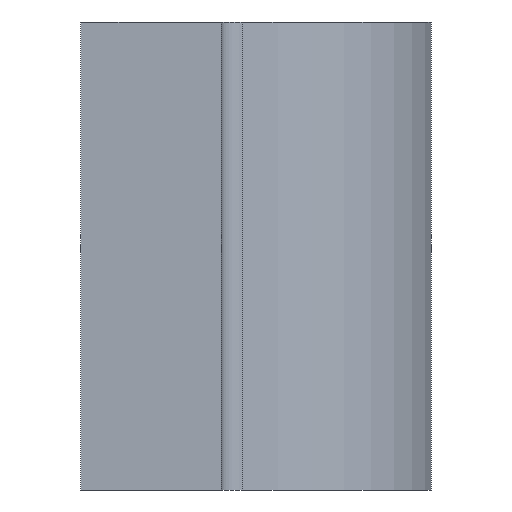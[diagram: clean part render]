
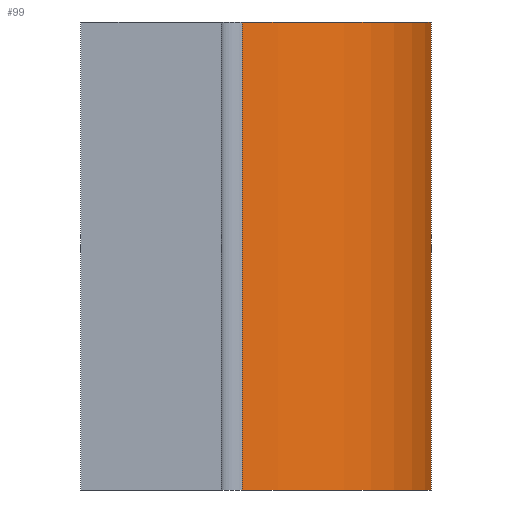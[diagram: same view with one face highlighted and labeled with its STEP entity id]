
A CAD part, left-side view. The second image highlights one B-rep face of the part: STEP entity #99.
In plain terms, the highlighted cylindrical face has radius 90 mm (diameter 180 mm), a partial arc.
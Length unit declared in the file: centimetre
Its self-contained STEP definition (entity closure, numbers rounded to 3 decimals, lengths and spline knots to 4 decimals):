
#25 = CARTESIAN_POINT ( 'NONE',  ( -28.9549, -3.9, 10. ) ) ;
#29 = VERTEX_POINT ( 'NONE', #400 ) ;
#48 = ORIENTED_EDGE ( 'NONE', *, *, #149, .T. ) ;
#63 = ORIENTED_EDGE ( 'NONE', *, *, #92, .F. ) ;
#65 = CARTESIAN_POINT ( 'NONE',  ( -11.0451, -3.9, 10. ) ) ;
#69 = CARTESIAN_POINT ( 'NONE',  ( -20., -3., 10. ) ) ;
#92 = EDGE_CURVE ( 'NONE', #108, #122, #261, .T. ) ;
#94 = CIRCLE ( 'NONE', #144, 9. ) ;
#99 = ADVANCED_FACE ( 'NONE', ( #377 ), #346, .T. ) ;
#104 = AXIS2_PLACEMENT_3D ( 'NONE', #434, #475, #187 ) ;
#108 = VERTEX_POINT ( 'NONE', #25 ) ;
#122 = VERTEX_POINT ( 'NONE', #65 ) ;
#144 = AXIS2_PLACEMENT_3D ( 'NONE', #220, #164, #208 ) ;
#149 = EDGE_CURVE ( 'NONE', #29, #122, #246, .T. ) ;
#159 = ORIENTED_EDGE ( 'NONE', *, *, #508, .T. ) ;
#164 = DIRECTION ( 'NONE',  ( 0., 0., 1. ) ) ;
#187 = DIRECTION ( 'NONE',  ( 1., 0., 0. ) ) ;
#200 = EDGE_LOOP ( 'NONE', ( #159, #48, #63, #373 ) ) ;
#208 = DIRECTION ( 'NONE',  ( 1., 0., 0. ) ) ;
#220 = CARTESIAN_POINT ( 'NONE',  ( -20., -3., -10. ) ) ;
#246 = LINE ( 'NONE', #485, #469 ) ;
#261 = CIRCLE ( 'NONE', #513, 9. ) ;
#306 = CARTESIAN_POINT ( 'NONE',  ( -28.9549, -3.9, 10. ) ) ;
#316 = LINE ( 'NONE', #306, #502 ) ;
#319 = DIRECTION ( 'NONE',  ( 1., 0., 0. ) ) ;
#346 = CYLINDRICAL_SURFACE ( 'NONE', #104, 9. ) ;
#350 = DIRECTION ( 'NONE',  ( 0., 0., -1. ) ) ;
#360 = DIRECTION ( 'NONE',  ( 0., 0., 1. ) ) ;
#373 = ORIENTED_EDGE ( 'NONE', *, *, #435, .T. ) ;
#376 = CARTESIAN_POINT ( 'NONE',  ( -28.9549, -3.9, -10. ) ) ;
#377 = FACE_OUTER_BOUND ( 'NONE', #200, .T. ) ;
#386 = VERTEX_POINT ( 'NONE', #376 ) ;
#400 = CARTESIAN_POINT ( 'NONE',  ( -11.0451, -3.9, -10. ) ) ;
#434 = CARTESIAN_POINT ( 'NONE',  ( -20., -3., 10. ) ) ;
#435 = EDGE_CURVE ( 'NONE', #108, #386, #316, .T. ) ;
#469 = VECTOR ( 'NONE', #524, 100. ) ;
#475 = DIRECTION ( 'NONE',  ( 0., 0., -1. ) ) ;
#485 = CARTESIAN_POINT ( 'NONE',  ( -11.0451, -3.9, 10. ) ) ;
#502 = VECTOR ( 'NONE', #350, 100. ) ;
#508 = EDGE_CURVE ( 'NONE', #386, #29, #94, .T. ) ;
#513 = AXIS2_PLACEMENT_3D ( 'NONE', #69, #360, #319 ) ;
#524 = DIRECTION ( 'NONE',  ( 0., 0., 1. ) ) ;
